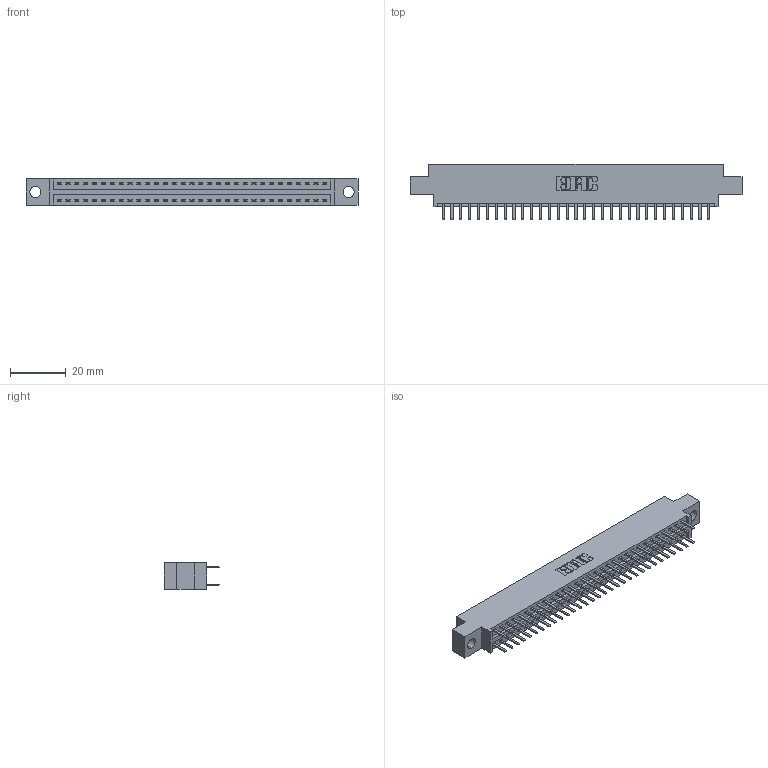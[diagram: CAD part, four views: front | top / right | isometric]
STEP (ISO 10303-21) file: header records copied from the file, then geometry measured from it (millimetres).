
FILE_DESCRIPTION (( 'STEP AP203' ), '1' );
FILE_NAME ('346-062-520-804.STEP', '2022-05-24T13:18:15', ( '' ), ( '' ), 'SwSTEP 2.0', 'SolidWorks 2020', '' );
FILE_SCHEMA (( 'CONFIG_CONTROL_DESIGN' ));
Length unit declared in the file: inch
Products named in the file (3): 345-292-001_345-293-120; 346 Part_0.170 Offset - 0.156 Dia-TH; 346-062-520-804
Assembly tree (63 placements, depth 2):
  346-062-520-804
    346 Part_0.170 Offset - 0.156 Dia-TH
    345-292-001_345-293-120  x62
Bounding box: 119 x 20.02 x 9.4 mm (x, y, z)
Volume: 11230.6 mm3; surface area: 15228 mm2
Topology: 63 solids, 63 shells, 3612 faces, 10483 edges, 6822 vertices
Faces by surface type: plane 2388, cylinder 1224
Entity records: 22377 total; most frequent: CARTESIAN_POINT 3722, ORIENTED_EDGE 3642, DIRECTION 3317, EDGE_CURVE 1821, VECTOR 1561, LINE 1561, VERTEX_POINT 1210, AXIS2_PLACEMENT_3D 878
